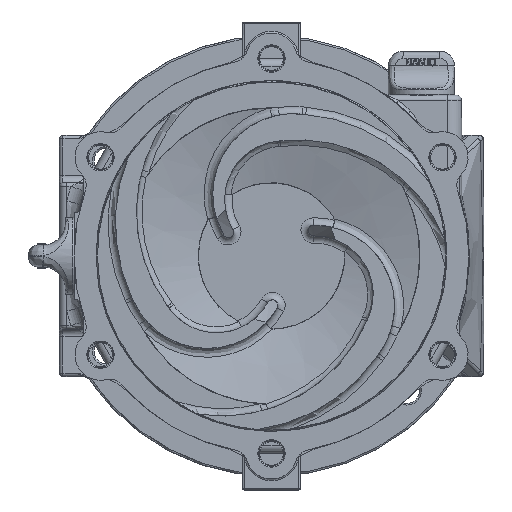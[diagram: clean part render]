
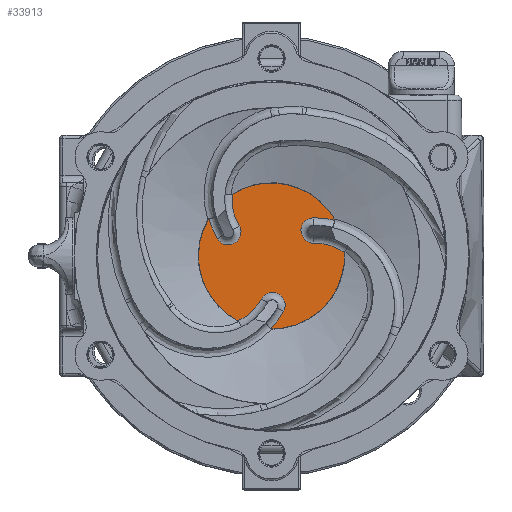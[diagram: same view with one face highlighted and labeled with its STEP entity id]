
A CAD part, left-side view. The second image highlights one B-rep face of the part: STEP entity #33913.
In plain terms, the highlighted planar face has unit normal (-1, 0, 0).
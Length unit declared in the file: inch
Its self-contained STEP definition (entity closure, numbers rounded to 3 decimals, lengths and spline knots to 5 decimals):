
#32758=CARTESIAN_POINT('',(-4.68669,-1.24664,0.05701));
#32759=VERTEX_POINT('',#32758);
#33168=CARTESIAN_POINT('',(-4.68669,-1.07716,0.63015));
#33169=VERTEX_POINT('',#33168);
#33177=CARTESIAN_POINT('',(-4.68669,-1.08158,0.60908));
#33178=VERTEX_POINT('',#33177);
#33179=CARTESIAN_POINT('',(-4.68669,-1.07716,0.63015));
#33180=CARTESIAN_POINT('',(-4.68669,-1.08085,0.62384));
#33181=CARTESIAN_POINT('',(-4.68669,-1.08327,0.61619));
#33182=CARTESIAN_POINT('',(-4.68669,-1.08158,0.60908));
#33183=B_SPLINE_CURVE_WITH_KNOTS('',3,(#33179,#33180,#33181,#33182),.UNSPECIFIED.,.F.,.U.,(4,4),(-0.05571,0.0),.UNSPECIFIED.);
#33184=EDGE_CURVE('',#33169,#33178,#33183,.T.);
#33272=CARTESIAN_POINT('',(-4.68669,-0.71925,0.65237));
#33273=VERTEX_POINT('',#33272);
#33274=CARTESIAN_POINT('',(-4.68669,-0.72321,-0.85263));
#33275=DIRECTION('',(-1.0,0.0,0.0));
#33276=DIRECTION('',(0.0,-0.16,0.987));
#33277=AXIS2_PLACEMENT_3D('',#33274,#33275,#33276);
#33278=CIRCLE('',#33277,1.505);
#33279=EDGE_CURVE('',#33178,#33273,#33278,.T.);
#33305=CARTESIAN_POINT('',(-4.68669,-0.72356,0.2194));
#33306=VERTEX_POINT('',#33305);
#33324=CARTESIAN_POINT('',(-4.68669,-0.71982,0.43587));
#33325=DIRECTION('',(-1.0,0.0,0.0));
#33326=DIRECTION('',(0.0,1.,-0.01));
#33327=AXIS2_PLACEMENT_3D('',#33324,#33325,#33326);
#33328=CIRCLE('',#33327,0.2165);
#33329=EDGE_CURVE('',#33273,#33306,#33328,.T.);
#33349=CARTESIAN_POINT('',(-4.68669,-0.7387,-0.65547));
#33350=DIRECTION('',(1.0,0.0,0.0));
#33351=DIRECTION('',(0.0,-0.245,0.969));
#33352=AXIS2_PLACEMENT_3D('',#33349,#33350,#33351);
#33353=CIRCLE('',#33352,0.875);
#33354=EDGE_CURVE('',#33306,#32759,#33353,.T.);
#33793=CARTESIAN_POINT('',(-4.68669,-0.00714,-1.24792));
#33794=VERTEX_POINT('',#33793);
#33795=CARTESIAN_POINT('',(-4.68669,0.0,0.0));
#33796=DIRECTION('',(1.0,0.0,0.0));
#33797=DIRECTION('',(0.0,-1.0,0.0));
#33798=AXIS2_PLACEMENT_3D('',#33795,#33796,#33797);
#33799=CIRCLE('',#33798,1.24794);
#33800=EDGE_CURVE('',#32759,#33794,#33799,.T.);
#33813=CARTESIAN_POINT('',(-4.68669,0.625,0.0));
#33814=DIRECTION('',(-1.0,0.0,0.0));
#33815=DIRECTION('',(0.0,0.0,1.0));
#33816=AXIS2_PLACEMENT_3D('',#33813,#33814,#33815);
#33817=PLANE('',#33816);
#33818=ORIENTED_EDGE('',*,*,#33354,.F.);
#33819=ORIENTED_EDGE('',*,*,#33329,.F.);
#33820=ORIENTED_EDGE('',*,*,#33279,.F.);
#33821=ORIENTED_EDGE('',*,*,#33184,.F.);
#33822=CARTESIAN_POINT('',(-4.68669,0.67269,1.05112));
#33823=VERTEX_POINT('',#33822);
#33824=CARTESIAN_POINT('',(-4.68669,0.0,0.0));
#33825=DIRECTION('',(1.0,0.0,0.0));
#33826=DIRECTION('',(0.0,-1.0,0.0));
#33827=AXIS2_PLACEMENT_3D('',#33824,#33825,#33826);
#33828=CIRCLE('',#33827,1.24794);
#33829=EDGE_CURVE('',#33823,#33169,#33828,.T.);
#33830=ORIENTED_EDGE('',*,*,#33829,.F.);
#33831=CARTESIAN_POINT('',(-4.68669,0.55179,0.51692));
#33832=VERTEX_POINT('',#33831);
#33833=CARTESIAN_POINT('',(-4.68669,-0.1983,0.96747));
#33834=DIRECTION('',(1.0,0.0,0.0));
#33835=DIRECTION('',(0.0,0.962,-0.272));
#33836=AXIS2_PLACEMENT_3D('',#33833,#33834,#33835);
#33837=CIRCLE('',#33836,0.875);
#33838=EDGE_CURVE('',#33832,#33823,#33837,.T.);
#33839=ORIENTED_EDGE('',*,*,#33838,.F.);
#33840=CARTESIAN_POINT('',(-4.68669,0.92459,0.2967));
#33841=VERTEX_POINT('',#33840);
#33842=CARTESIAN_POINT('',(-4.68669,0.73738,0.40545));
#33843=DIRECTION('',(-1.0,0.0,0.0));
#33844=DIRECTION('',(0.0,-0.509,-0.861));
#33845=AXIS2_PLACEMENT_3D('',#33842,#33843,#33844);
#33846=CIRCLE('',#33845,0.2165);
#33847=EDGE_CURVE('',#33841,#33832,#33846,.T.);
#33848=ORIENTED_EDGE('',*,*,#33847,.F.);
#33849=CARTESIAN_POINT('',(-4.68669,1.06827,0.63213));
#33850=VERTEX_POINT('',#33849);
#33851=CARTESIAN_POINT('',(-4.68669,-0.37679,1.05263));
#33852=DIRECTION('',(-1.0,0.0,0.0));
#33853=DIRECTION('',(0.0,0.935,-0.355));
#33854=AXIS2_PLACEMENT_3D('',#33851,#33852,#33853);
#33855=CIRCLE('',#33854,1.505);
#33856=EDGE_CURVE('',#33850,#33841,#33855,.T.);
#33857=ORIENTED_EDGE('',*,*,#33856,.F.);
#33858=CARTESIAN_POINT('',(-4.68669,1.08431,0.61777));
#33859=VERTEX_POINT('',#33858);
#33860=CARTESIAN_POINT('',(-4.68669,1.08431,0.61777));
#33861=CARTESIAN_POINT('',(-4.68669,1.08069,0.62413));
#33862=CARTESIAN_POINT('',(-4.68669,1.07527,0.63004));
#33863=CARTESIAN_POINT('',(-4.68669,1.06827,0.63213));
#33864=B_SPLINE_CURVE_WITH_KNOTS('',3,(#33860,#33861,#33862,#33863),.UNSPECIFIED.,.F.,.U.,(4,4),(-0.05571,0.0),.UNSPECIFIED.);
#33865=EDGE_CURVE('',#33859,#33850,#33864,.T.);
#33866=ORIENTED_EDGE('',*,*,#33865,.F.);
#33867=CARTESIAN_POINT('',(-4.68669,0.57395,-1.10813));
#33868=VERTEX_POINT('',#33867);
#33869=CARTESIAN_POINT('',(-4.68669,0.0,0.0));
#33870=DIRECTION('',(1.0,0.0,0.0));
#33871=DIRECTION('',(0.0,-1.0,0.0));
#33872=AXIS2_PLACEMENT_3D('',#33869,#33870,#33871);
#33873=CIRCLE('',#33872,1.24794);
#33874=EDGE_CURVE('',#33868,#33859,#33873,.T.);
#33875=ORIENTED_EDGE('',*,*,#33874,.F.);
#33876=CARTESIAN_POINT('',(-4.68669,0.17177,-0.73633));
#33877=VERTEX_POINT('',#33876);
#33878=CARTESIAN_POINT('',(-4.68669,0.937,-0.312));
#33879=DIRECTION('',(1.0,0.0,0.0));
#33880=DIRECTION('',(0.0,-0.717,-0.697));
#33881=AXIS2_PLACEMENT_3D('',#33878,#33879,#33880);
#33882=CIRCLE('',#33881,0.875);
#33883=EDGE_CURVE('',#33877,#33868,#33882,.T.);
#33884=ORIENTED_EDGE('',*,*,#33883,.F.);
#33885=CARTESIAN_POINT('',(-4.68669,-0.20534,-0.94907));
#33886=VERTEX_POINT('',#33885);
#33887=CARTESIAN_POINT('',(-4.68669,-0.01756,-0.84132));
#33888=DIRECTION('',(-1.0,0.0,0.0));
#33889=DIRECTION('',(0.0,-0.491,0.871));
#33890=AXIS2_PLACEMENT_3D('',#33887,#33888,#33889);
#33891=CIRCLE('',#33890,0.2165);
#33892=EDGE_CURVE('',#33886,#33877,#33891,.T.);
#33893=ORIENTED_EDGE('',*,*,#33892,.F.);
#33894=CARTESIAN_POINT('',(-4.68669,0.01331,-1.24121));
#33895=VERTEX_POINT('',#33894);
#33896=CARTESIAN_POINT('',(-4.68669,1.1,-0.2));
#33897=DIRECTION('',(-1.0,0.0,0.0));
#33898=DIRECTION('',(0.0,-0.775,-0.632));
#33899=AXIS2_PLACEMENT_3D('',#33896,#33897,#33898);
#33900=CIRCLE('',#33899,1.505);
#33901=EDGE_CURVE('',#33895,#33886,#33900,.T.);
#33902=ORIENTED_EDGE('',*,*,#33901,.F.);
#33903=CARTESIAN_POINT('',(-4.68669,-0.00714,-1.24792));
#33904=CARTESIAN_POINT('',(-4.68669,0.00017,-1.24796));
#33905=CARTESIAN_POINT('',(-4.68669,0.00799,-1.24623));
#33906=CARTESIAN_POINT('',(-4.68669,0.01331,-1.24121));
#33907=B_SPLINE_CURVE_WITH_KNOTS('',3,(#33903,#33904,#33905,#33906),.UNSPECIFIED.,.F.,.U.,(4,4),(-0.05571,0.),.UNSPECIFIED.);
#33908=EDGE_CURVE('',#33794,#33895,#33907,.T.);
#33909=ORIENTED_EDGE('',*,*,#33908,.F.);
#33910=ORIENTED_EDGE('',*,*,#33800,.F.);
#33911=EDGE_LOOP('',(#33818,#33819,#33820,#33821,#33830,#33839,#33848,#33857,#33866,#33875,#33884,#33893,#33902,#33909,#33910));
#33912=FACE_OUTER_BOUND('',#33911,.T.);
#33913=ADVANCED_FACE('',(#33912),#33817,.T.);
